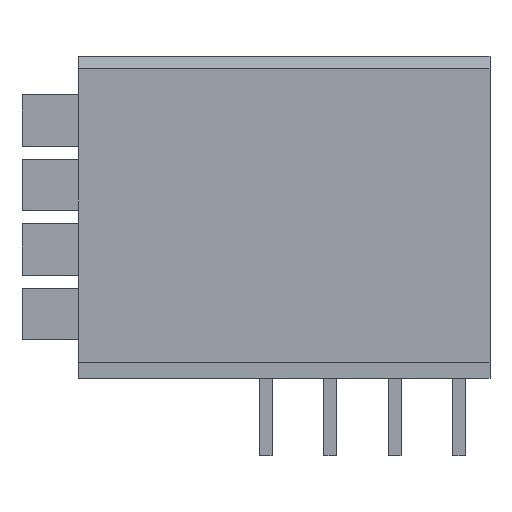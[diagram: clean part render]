
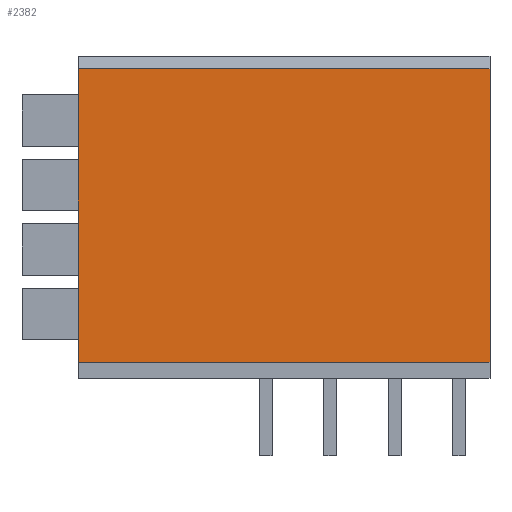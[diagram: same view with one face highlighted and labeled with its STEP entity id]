
A CAD part, front view. The second image highlights one B-rep face of the part: STEP entity #2382.
In plain terms, the highlighted free-form (B-spline) face has degree [1, 1] with [2, 2] control points.
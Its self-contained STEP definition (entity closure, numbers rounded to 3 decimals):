
#2209=CARTESIAN_POINT('',(5.03,-2.54,12.2));
#2210=VERTEX_POINT('',#2209);
#2225=CARTESIAN_POINT('',(-11.2,-2.54,12.2));
#2226=VERTEX_POINT('',#2225);
#2233=CARTESIAN_POINT('',(5.03,-2.54,12.2));
#2234=DIRECTION('',(-1.0,0.0,0.0));
#2235=VECTOR('',#2234,16.23);
#2236=LINE('',#2233,#2235);
#2237=EDGE_CURVE('',#2210,#2226,#2236,.T.);
#2248=CARTESIAN_POINT('',(5.03,-2.54,0.64));
#2249=VERTEX_POINT('',#2248);
#2250=CARTESIAN_POINT('',(5.03,-2.54,12.2));
#2251=DIRECTION('',(0.0,0.0,-1.0));
#2252=VECTOR('',#2251,11.56);
#2253=LINE('',#2250,#2252);
#2254=EDGE_CURVE('',#2210,#2249,#2253,.T.);
#2303=CARTESIAN_POINT('',(-11.2,-2.54,0.64));
#2304=VERTEX_POINT('',#2303);
#2311=CARTESIAN_POINT('',(-11.2,-2.54,12.2));
#2312=DIRECTION('',(0.0,0.0,-1.0));
#2313=VECTOR('',#2312,11.56);
#2314=LINE('',#2311,#2313);
#2315=EDGE_CURVE('',#2226,#2304,#2314,.T.);
#2343=CARTESIAN_POINT('',(-11.2,-2.54,0.64));
#2344=DIRECTION('',(1.0,0.0,0.0));
#2345=VECTOR('',#2344,16.23);
#2346=LINE('',#2343,#2345);
#2347=EDGE_CURVE('',#2304,#2249,#2346,.T.);
#2371=CARTESIAN_POINT('',(5.03,-2.54,12.2));
#2372=CARTESIAN_POINT('',(5.03,-2.54,0.64));
#2373=CARTESIAN_POINT('',(-11.2,-2.54,12.2));
#2374=CARTESIAN_POINT('',(-11.2,-2.54,0.64));
#2375=B_SPLINE_SURFACE_WITH_KNOTS('',1,1,((#2371,#2373),(#2372,#2374)),.UNSPECIFIED.,.F.,.F.,.U.,(2,2),(2,2),(0.0,11.56),(0.0,16.23),.UNSPECIFIED.);
#2376=ORIENTED_EDGE('',*,*,#2237,.T.);
#2377=ORIENTED_EDGE('',*,*,#2315,.T.);
#2378=ORIENTED_EDGE('',*,*,#2347,.T.);
#2379=ORIENTED_EDGE('',*,*,#2254,.F.);
#2380=EDGE_LOOP('',(#2376,#2377,#2378,#2379));
#2381=FACE_OUTER_BOUND('',#2380,.T.);
#2382=ADVANCED_FACE('',(#2381),#2375,.F.);
